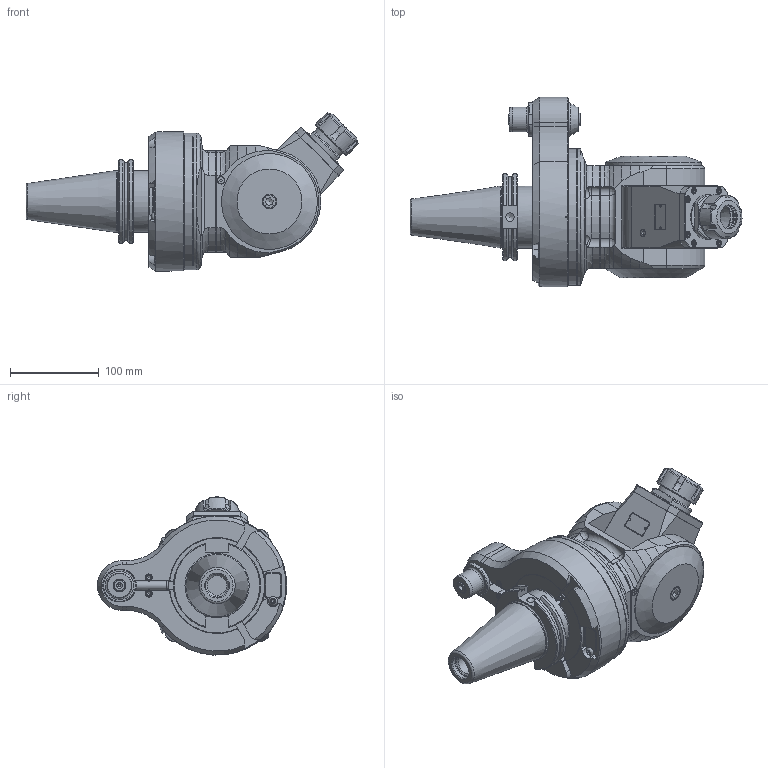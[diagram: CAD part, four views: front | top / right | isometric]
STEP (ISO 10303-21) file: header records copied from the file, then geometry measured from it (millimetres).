
FILE_DESCRIPTION(/* description */ (''),/* implementation_level */ '2;1');
FILE_NAME(/* name */ '9.FMU.20000-7C50.stp',/* time_stamp */ '2020-01-13T15:58:08-05:00',/* author */ ('Spaeth'),/* organization */ (''),/* preprocessor_version */ 'ST-DEVELOPER v17',/* originating_system */ 'Autodesk Inventor 2018',/* authorisation */ '');
FILE_SCHEMA (('AUTOMOTIVE_DESIGN { 1 0 10303 214 3 1 1 }'));
Length unit declared in the file: inch
Products named in the file (8): Assembly3; 9_FMU_20000; CORPO_FMU-20; MANDRINO_FMU-20; 9_GA3_451_2; 9FL3ATC; 9CT503ATC; 9F28T300
Assembly tree (7 placements, depth 3):
  Assembly3
    9_FMU_20000
      CORPO_FMU-20
      MANDRINO_FMU-20
    9_GA3_451_2
      9FL3ATC
      9CT503ATC
      9F28T300
Bounding box: 374.23 x 213.44 x 178.19 mm (x, y, z)
Volume: 2863370.7 mm3; surface area: 391875.5 mm2
Topology: 4 solids, 6 shells, 891 faces, 2402 edges, 1581 vertices
Faces by surface type: plane 427, cylinder 227, cone 165, torus 52, bspline 14, sphere 6
Full cylindrical faces by diameter (mm): 2.5 x3, 3.2 x2, 4 x2, 4.2 x3, 5 x1, 5.3 x2, 6.5 x1, 6.75 x4, 7 x8, 7.5 x8, 8 x8, 8.4 x4, 8.5 x2, 9.525 x1, 10 x1, 13 x4, 13.4 x2, 13.5 x4, 14 x3, 14.5 x1, 16 x3, 16.5 x3, 21.963 x1, 24 x1, 26.187 x1, 26.8 x1, 27 x1, 28 x2, 29.5 x1, 30.6 x1
Entity records: 42754 total; most frequent: CARTESIAN_POINT 20410, ORIENTED_EDGE 4728, DIRECTION 4636, EDGE_CURVE 2370, AXIS2_PLACEMENT_3D 1801, VERTEX_POINT 1581, LINE 1034, VECTOR 1034
